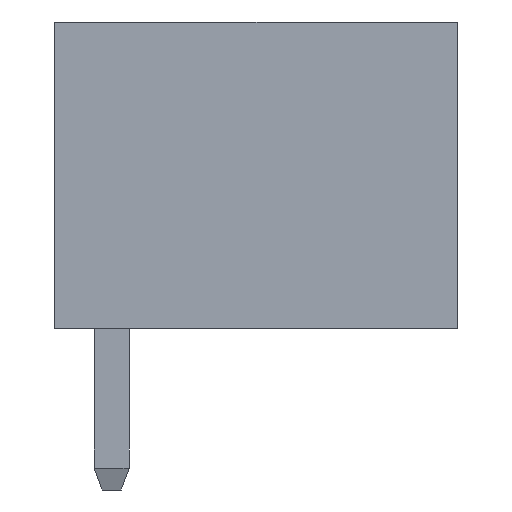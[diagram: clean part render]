
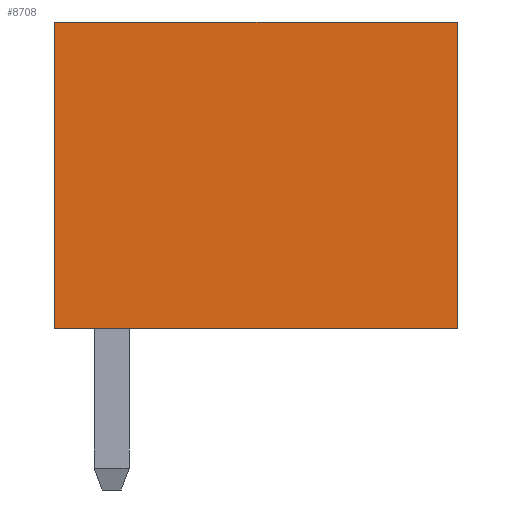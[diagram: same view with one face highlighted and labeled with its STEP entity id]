
A CAD part, left-side view. The second image highlights one B-rep face of the part: STEP entity #8708.
In plain terms, the highlighted planar face has unit normal (-1, 0, 0).
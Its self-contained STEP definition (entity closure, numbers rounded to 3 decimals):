
#92 = EDGE_CURVE ( 'NONE', #9800, #7261, #6409, .T. ) ;
#155 = EDGE_CURVE ( 'NONE', #4728, #9800, #7242, .T. ) ;
#393 = DIRECTION ( 'NONE',  ( 1., 0., 0. ) ) ;
#585 = DIRECTION ( 'NONE',  ( 0., 0., -1. ) ) ;
#872 = VERTEX_POINT ( 'NONE', #4722 ) ;
#1544 = LINE ( 'NONE', #1822, #5675 ) ;
#1755 = DIRECTION ( 'NONE',  ( 0., -1., 0. ) ) ;
#1822 = CARTESIAN_POINT ( 'NONE',  ( -11.83, -4.6, 7. ) ) ;
#1844 = CARTESIAN_POINT ( 'NONE',  ( -11.83, 4.6, 7. ) ) ;
#2905 = ORIENTED_EDGE ( 'NONE', *, *, #92, .T. ) ;
#3053 = EDGE_LOOP ( 'NONE', ( #2905, #7161, #5371, #3903 ) ) ;
#3172 = EDGE_CURVE ( 'NONE', #4728, #872, #5139, .T. ) ;
#3271 = CARTESIAN_POINT ( 'NONE',  ( -11.83, -4.6, 0. ) ) ;
#3903 = ORIENTED_EDGE ( 'NONE', *, *, #155, .T. ) ;
#4055 = CARTESIAN_POINT ( 'NONE',  ( -11.83, 4.6, 7. ) ) ;
#4181 = CARTESIAN_POINT ( 'NONE',  ( -11.83, 4.6, 0. ) ) ;
#4429 = DIRECTION ( 'NONE',  ( 0., -1., 0. ) ) ;
#4722 = CARTESIAN_POINT ( 'NONE',  ( -11.83, -4.6, 7. ) ) ;
#4728 = VERTEX_POINT ( 'NONE', #4055 ) ;
#5097 = CARTESIAN_POINT ( 'NONE',  ( -11.83, 4.6, 7. ) ) ;
#5139 = LINE ( 'NONE', #1844, #6948 ) ;
#5371 = ORIENTED_EDGE ( 'NONE', *, *, #3172, .F. ) ;
#5675 = VECTOR ( 'NONE', #7221, 1000. ) ;
#5865 = DIRECTION ( 'NONE',  ( 0., 0., -1. ) ) ;
#5866 = AXIS2_PLACEMENT_3D ( 'NONE', #5097, #393, #5865 ) ;
#6050 = CARTESIAN_POINT ( 'NONE',  ( -11.83, 4.6, 7. ) ) ;
#6177 = VECTOR ( 'NONE', #4429, 1000. ) ;
#6409 = LINE ( 'NONE', #9818, #6177 ) ;
#6948 = VECTOR ( 'NONE', #1755, 1000. ) ;
#7161 = ORIENTED_EDGE ( 'NONE', *, *, #8695, .F. ) ;
#7221 = DIRECTION ( 'NONE',  ( 0., 0., -1. ) ) ;
#7242 = LINE ( 'NONE', #6050, #10005 ) ;
#7247 = FACE_OUTER_BOUND ( 'NONE', #3053, .T. ) ;
#7261 = VERTEX_POINT ( 'NONE', #3271 ) ;
#8695 = EDGE_CURVE ( 'NONE', #872, #7261, #1544, .T. ) ;
#8708 = ADVANCED_FACE ( 'NONE', ( #7247 ), #9698, .F. ) ;
#9698 = PLANE ( 'NONE',  #5866 ) ;
#9800 = VERTEX_POINT ( 'NONE', #4181 ) ;
#9818 = CARTESIAN_POINT ( 'NONE',  ( -11.83, 4.6, 0. ) ) ;
#10005 = VECTOR ( 'NONE', #585, 1000. ) ;
